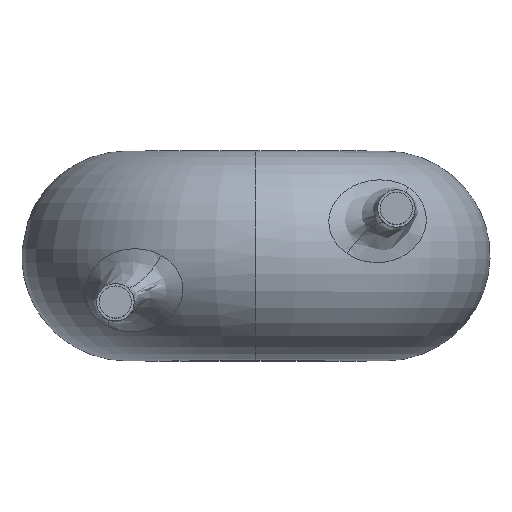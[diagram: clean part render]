
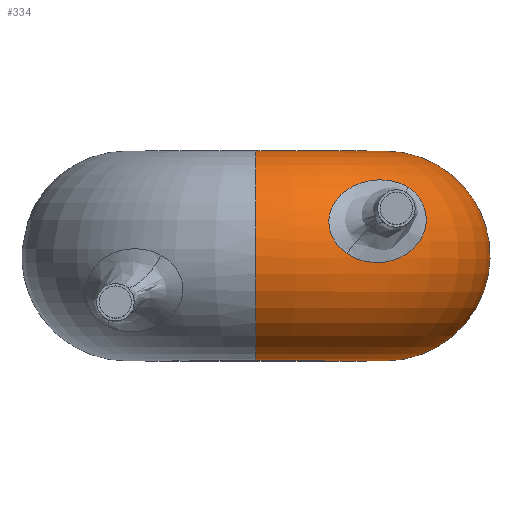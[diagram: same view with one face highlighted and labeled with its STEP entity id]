
A CAD part, top view. The second image highlights one B-rep face of the part: STEP entity #334.
In plain terms, the highlighted toroidal (fillet/blend) face has major radius 3.45 mm and minor radius 2.8 mm.
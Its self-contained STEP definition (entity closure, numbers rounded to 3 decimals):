
#12 = CARTESIAN_POINT ( 'NONE',  ( 2.433, 0.053, 5.757 ) ) ;
#16 = DIRECTION ( 'NONE',  ( 0., 0., 1. ) ) ;
#23 = EDGE_CURVE ( 'NONE', #707, #595, #180, .T. ) ;
#25 = CARTESIAN_POINT ( 'NONE',  ( 1.944, 0.884, 5.791 ) ) ;
#27 = CARTESIAN_POINT ( 'NONE',  ( 3.732, 1.98, 3.95 ) ) ;
#30 = CARTESIAN_POINT ( 'NONE',  ( 4.546, 0.883, 4.08 ) ) ;
#34 = CARTESIAN_POINT ( 'NONE',  ( 2.504, 0.004, 5.727 ) ) ;
#45 = ORIENTED_EDGE ( 'NONE', *, *, #134, .T. ) ;
#54 = EDGE_CURVE ( 'NONE', #595, #178, #853, .T. ) ;
#103 = CARTESIAN_POINT ( 'NONE',  ( 0., 0., -3.45 ) ) ;
#104 = CARTESIAN_POINT ( 'NONE',  ( 4.047, 1.833, 3.822 ) ) ;
#106 = CARTESIAN_POINT ( 'NONE',  ( 0., 2.8, 0. ) ) ;
#109 = CARTESIAN_POINT ( 'NONE',  ( 1.974, 1.135, 5.677 ) ) ;
#112 = CARTESIAN_POINT ( 'NONE',  ( 4.047, 1.833, 3.822 ) ) ;
#117 = CARTESIAN_POINT ( 'NONE',  ( 4.501, 0.657, 4.224 ) ) ;
#122 = CARTESIAN_POINT ( 'NONE',  ( 0., -2.8, 3.45 ) ) ;
#134 = EDGE_CURVE ( 'NONE', #384, #178, #357, .T. ) ;
#143 = CARTESIAN_POINT ( 'NONE',  ( 0., 0., 0. ) ) ;
#178 = VERTEX_POINT ( 'NONE', #458 ) ;
#180 = CIRCLE ( 'NONE', #403, 2.8 ) ;
#185 = CARTESIAN_POINT ( 'NONE',  ( 2.287, 0.151, 5.816 ) ) ;
#189 = AXIS2_PLACEMENT_3D ( 'NONE', #480, #1077, #574 ) ;
#195 = CARTESIAN_POINT ( 'NONE',  ( 2.06, 1.353, 5.532 ) ) ;
#198 = CARTESIAN_POINT ( 'NONE',  ( 0., 0., 3.45 ) ) ;
#200 = EDGE_LOOP ( 'NONE', ( #356, #45, #863, #681 ) ) ;
#204 = CARTESIAN_POINT ( 'NONE',  ( 4.377, 0.382, 4.431 ) ) ;
#209 = VERTEX_POINT ( 'NONE', #642 ) ;
#221 = FACE_BOUND ( 'NONE', #282, .T. ) ;
#252 = FACE_OUTER_BOUND ( 'NONE', #200, .T. ) ;
#280 = DIRECTION ( 'NONE',  ( 0., 1., 0. ) ) ;
#282 = EDGE_LOOP ( 'NONE', ( #878, #1093 ) ) ;
#285 = DIRECTION ( 'NONE',  ( 0., 0., 1. ) ) ;
#289 = CARTESIAN_POINT ( 'NONE',  ( 2.279, 1.643, 5.249 ) ) ;
#292 = CARTESIAN_POINT ( 'NONE',  ( 4.195, 1.73, 3.789 ) ) ;
#295 = DIRECTION ( 'NONE',  ( 0., 0., -1. ) ) ;
#296 = CARTESIAN_POINT ( 'NONE',  ( 3.956, -0.035, 4.858 ) ) ;
#325 = B_SPLINE_CURVE_WITH_KNOTS ( 'NONE', 3,
 ( #12, #185, #973, #461, #1054, #554, #25, #640, #109, #724, #195, #811, #289, #896, #372, #976, #463, #1057, #559, #27, #643, #112 ),
 .UNSPECIFIED., .F., .F.,
 ( 4, 2, 2, 2, 2, 2, 2, 2, 2, 2, 4 ),
 ( 0.004, 0.005, 0.005, 0.005, 0.006, 0.006, 0.006, 0.007, 0.008, 0.008, 0.009 ),
 .UNSPECIFIED. ) ;
#328 = DIRECTION ( 'NONE',  ( 0., 1., 0. ) ) ;
#334 = ADVANCED_FACE ( 'NONE', ( #221, #252 ), #456, .T. ) ;
#356 = ORIENTED_EDGE ( 'NONE', *, *, #693, .T. ) ;
#357 = CIRCLE ( 'NONE', #647, 2.8 ) ;
#361 = DIRECTION ( 'NONE',  ( 1., 0., 0. ) ) ;
#367 = CARTESIAN_POINT ( 'NONE',  ( 4.123, 1.786, 3.8 ) ) ;
#372 = CARTESIAN_POINT ( 'NONE',  ( 2.618, 1.872, 4.878 ) ) ;
#376 = CARTESIAN_POINT ( 'NONE',  ( 4.379, 1.524, 3.804 ) ) ;
#378 = CARTESIAN_POINT ( 'NONE',  ( 3.206, -0.192, 5.361 ) ) ;
#384 = VERTEX_POINT ( 'NONE', #510 ) ;
#403 = AXIS2_PLACEMENT_3D ( 'NONE', #198, #638, #885 ) ;
#416 = VERTEX_POINT ( 'NONE', #650 ) ;
#456 = TOROIDAL_SURFACE ( 'NONE', #577, 3.45, 2.8 ) ;
#458 = CARTESIAN_POINT ( 'NONE',  ( 0., 2.8, -3.45 ) ) ;
#461 = CARTESIAN_POINT ( 'NONE',  ( 2.022, 0.529, 5.862 ) ) ;
#463 = CARTESIAN_POINT ( 'NONE',  ( 3.003, 2., 4.503 ) ) ;
#468 = CARTESIAN_POINT ( 'NONE',  ( 4.497, 1.287, 3.878 ) ) ;
#469 = AXIS2_PLACEMENT_3D ( 'NONE', #106, #280, #16 ) ;
#472 = CARTESIAN_POINT ( 'NONE',  ( 2.811, -0.126, 5.58 ) ) ;
#480 = CARTESIAN_POINT ( 'NONE',  ( 0., -2.8, 0. ) ) ;
#483 = CIRCLE ( 'NONE', #189, 3.45 ) ;
#510 = CARTESIAN_POINT ( 'NONE',  ( 0., -2.8, -3.45 ) ) ;
#552 = B_SPLINE_CURVE_WITH_KNOTS ( 'NONE', 3,
 ( #104, #367, #292, #901, #376, #981, #468, #1063, #562, #30, #646, #117, #733, #204, #816, #296, #905, #378, #988, #472, #1067, #566, #34, #652 ),
 .UNSPECIFIED., .F., .F.,
 ( 4, 2, 2, 2, 2, 2, 2, 2, 2, 2, 2, 4 ),
 ( 0.009, 0.009, 0.009, 0.01, 0.01, 0.01, 0.01, 0.011, 0.012, 0.013, 0.013, 0.013 ),
 .UNSPECIFIED. ) ;
#554 = CARTESIAN_POINT ( 'NONE',  ( 1.95, 0.794, 5.819 ) ) ;
#559 = CARTESIAN_POINT ( 'NONE',  ( 3.426, 2.031, 4.149 ) ) ;
#562 = CARTESIAN_POINT ( 'NONE',  ( 4.547, 1.043, 3.991 ) ) ;
#566 = CARTESIAN_POINT ( 'NONE',  ( 2.58, -0.036, 5.693 ) ) ;
#574 = DIRECTION ( 'NONE',  ( 0., 0., 1. ) ) ;
#577 = AXIS2_PLACEMENT_3D ( 'NONE', #143, #328, #285 ) ;
#595 = VERTEX_POINT ( 'NONE', #1069 ) ;
#638 = DIRECTION ( 'NONE',  ( -1., 0., 0. ) ) ;
#640 = CARTESIAN_POINT ( 'NONE',  ( 1.956, 1.053, 5.721 ) ) ;
#642 = CARTESIAN_POINT ( 'NONE',  ( 2.433, 0.053, 5.757 ) ) ;
#643 = CARTESIAN_POINT ( 'NONE',  ( 3.893, 1.928, 3.865 ) ) ;
#646 = CARTESIAN_POINT ( 'NONE',  ( 4.537, 0.806, 4.127 ) ) ;
#647 = AXIS2_PLACEMENT_3D ( 'NONE', #103, #361, #295 ) ;
#650 = CARTESIAN_POINT ( 'NONE',  ( 4.047, 1.833, 3.822 ) ) ;
#652 = CARTESIAN_POINT ( 'NONE',  ( 2.433, 0.053, 5.757 ) ) ;
#681 = ORIENTED_EDGE ( 'NONE', *, *, #23, .F. ) ;
#693 = EDGE_CURVE ( 'NONE', #707, #384, #483, .T. ) ;
#707 = VERTEX_POINT ( 'NONE', #122 ) ;
#724 = CARTESIAN_POINT ( 'NONE',  ( 2.026, 1.284, 5.583 ) ) ;
#733 = CARTESIAN_POINT ( 'NONE',  ( 4.475, 0.585, 4.276 ) ) ;
#811 = CARTESIAN_POINT ( 'NONE',  ( 2.18, 1.543, 5.367 ) ) ;
#816 = CARTESIAN_POINT ( 'NONE',  ( 4.286, 0.264, 4.537 ) ) ;
#853 = CIRCLE ( 'NONE', #469, 3.45 ) ;
#863 = ORIENTED_EDGE ( 'NONE', *, *, #54, .F. ) ;
#878 = ORIENTED_EDGE ( 'NONE', *, *, #1003, .T. ) ;
#885 = DIRECTION ( 'NONE',  ( 0., 0., 1. ) ) ;
#896 = CARTESIAN_POINT ( 'NONE',  ( 2.499, 1.809, 5.002 ) ) ;
#901 = CARTESIAN_POINT ( 'NONE',  ( 4.324, 1.598, 3.791 ) ) ;
#905 = CARTESIAN_POINT ( 'NONE',  ( 3.669, -0.153, 5.068 ) ) ;
#970 = EDGE_CURVE ( 'NONE', #209, #416, #325, .T. ) ;
#973 = CARTESIAN_POINT ( 'NONE',  ( 2.156, 0.283, 5.857 ) ) ;
#976 = CARTESIAN_POINT ( 'NONE',  ( 2.869, 1.968, 4.629 ) ) ;
#981 = CARTESIAN_POINT ( 'NONE',  ( 4.465, 1.369, 3.847 ) ) ;
#988 = CARTESIAN_POINT ( 'NONE',  ( 3.048, -0.182, 5.453 ) ) ;
#1003 = EDGE_CURVE ( 'NONE', #416, #209, #552, .T. ) ;
#1054 = CARTESIAN_POINT ( 'NONE',  ( 1.989, 0.615, 5.854 ) ) ;
#1057 = CARTESIAN_POINT ( 'NONE',  ( 3.28, 2.032, 4.264 ) ) ;
#1063 = CARTESIAN_POINT ( 'NONE',  ( 4.537, 1.125, 3.95 ) ) ;
#1067 = CARTESIAN_POINT ( 'NONE',  ( 2.733, -0.101, 5.62 ) ) ;
#1069 = CARTESIAN_POINT ( 'NONE',  ( 0., 2.8, 3.45 ) ) ;
#1077 = DIRECTION ( 'NONE',  ( 0., 1., 0. ) ) ;
#1093 = ORIENTED_EDGE ( 'NONE', *, *, #970, .T. ) ;
